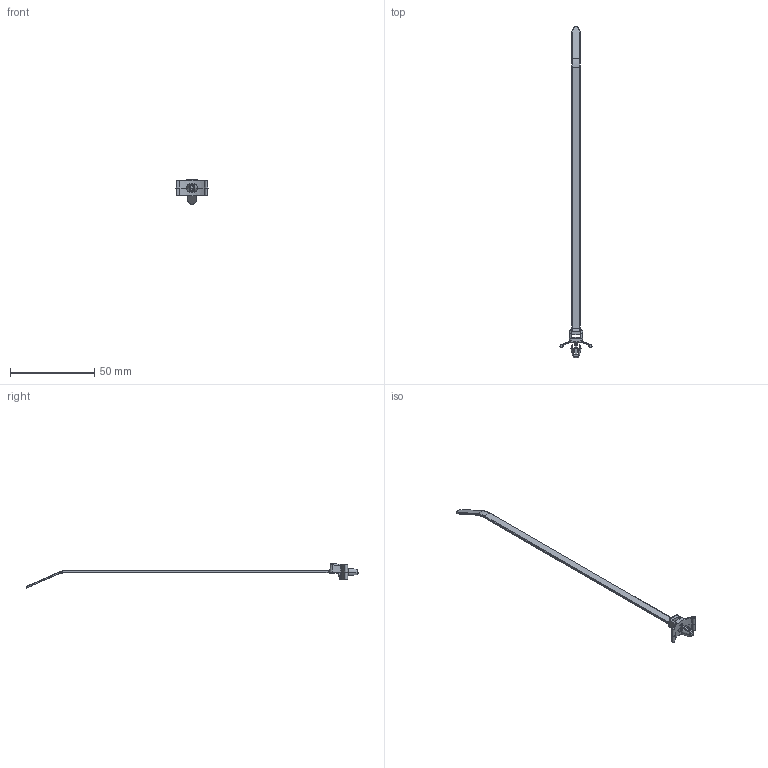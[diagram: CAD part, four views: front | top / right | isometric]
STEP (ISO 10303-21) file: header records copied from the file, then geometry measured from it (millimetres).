
FILE_DESCRIPTION(/* description */ (''),/* implementation_level */ '2;1');
FILE_NAME(/* name */ 'PANDUIT_PLWP2S',/* time_stamp */ '2012-10-04T12:39:28-05:00',/* author */ (''),/* organization */ (''),/* preprocessor_version */ 'ST-DEVELOPER v9',/* originating_system */ 'UGS - NX 3.0',/* authorisation */ '');
FILE_SCHEMA (('CONFIG_CONTROL_DESIGN'));
Length unit declared in the file: inch
Products named in the file (1): bwgC555dj5q
Bounding box: 19.05 x 197.52 x 14.65 mm (x, y, z)
Volume: 1637.8 mm3; surface area: 2961 mm2
Topology: 1 solids, 1 shells, 321 faces, 752 edges, 416 vertices
Faces by surface type: cylinder 89, bspline 87, plane 83, cone 22, torus 20, sphere 16, extrusion 4
Entity records: 10733 total; most frequent: CARTESIAN_POINT 3911, ORIENTED_EDGE 1472, DIRECTION 1353, EDGE_CURVE 736, AXIS2_PLACEMENT_3D 531, VERTEX_POINT 416, EDGE_LOOP 322, ADVANCED_FACE 321
